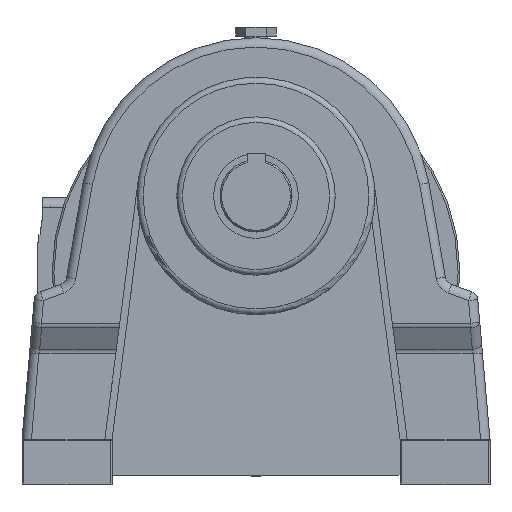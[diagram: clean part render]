
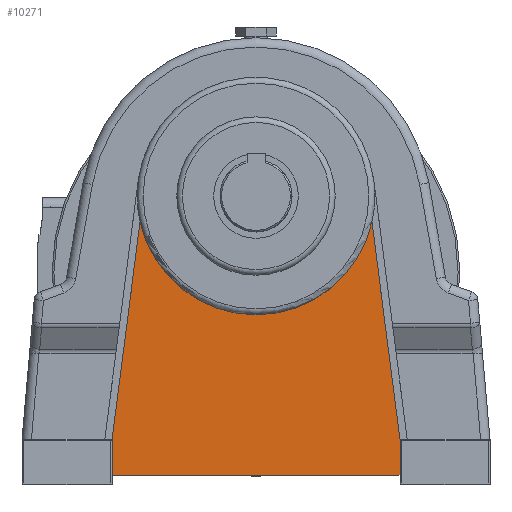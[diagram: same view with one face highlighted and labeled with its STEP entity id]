
A CAD part, top view. The second image highlights one B-rep face of the part: STEP entity #10271.
In plain terms, the highlighted planar face has unit normal (0, 0, 1).
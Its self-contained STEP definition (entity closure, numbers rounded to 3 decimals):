
#80=PLANE($,#10978);
#560=LINE($,#14873,#1739);
#580=LINE($,#14923,#1759);
#593=LINE($,#14950,#1772);
#677=LINE($,#15305,#1856);
#680=LINE($,#15312,#1859);
#1739=VECTOR($,#11857,160.);
#1759=VECTOR($,#11893,20.);
#1772=VECTOR($,#11912,20.);
#1856=VECTOR($,#12190,121.605);
#1859=VECTOR($,#12199,121.605);
#3128=FACE_OUTER_BOUND($,#3758,.T.);
#3758=EDGE_LOOP($,(#7526,#7527,#7528,#7529,#7530,#7531));
#4448=CIRCLE($,#10976,66.);
#4712=VERTEX_POINT($,#14870);
#4713=VERTEX_POINT($,#14872);
#4735=VERTEX_POINT($,#14921);
#4746=VERTEX_POINT($,#14949);
#4826=VERTEX_POINT($,#15304);
#4827=VERTEX_POINT($,#15308);
#5702=EDGE_CURVE($,#4713,#4712,#560,.T.);
#5727=EDGE_CURVE($,#4712,#4735,#580,.T.);
#5741=EDGE_CURVE($,#4746,#4713,#593,.T.);
#5879=EDGE_CURVE($,#4826,#4746,#677,.T.);
#5881=EDGE_CURVE($,#4827,#4826,#4448,.T.);
#5883=EDGE_CURVE($,#4735,#4827,#680,.T.);
#7526=ORIENTED_EDGE($,*,*,#5741,.T.);
#7527=ORIENTED_EDGE($,*,*,#5702,.T.);
#7528=ORIENTED_EDGE($,*,*,#5727,.T.);
#7529=ORIENTED_EDGE($,*,*,#5883,.T.);
#7530=ORIENTED_EDGE($,*,*,#5881,.T.);
#7531=ORIENTED_EDGE($,*,*,#5879,.T.);
#10271=ADVANCED_FACE($,(#3128),#80,.T.);
#10976=AXIS2_PLACEMENT_3D($,#15309,#12194,#12195);
#10978=AXIS2_PLACEMENT_3D($,#15313,#12200,#12201);
#11857=DIRECTION($,(1.,0.,0.));
#11893=DIRECTION($,(0.,1.,0.));
#11912=DIRECTION($,(0.,-1.,0.));
#12190=DIRECTION($,(-0.128,-0.992,0.));
#12194=DIRECTION('center_axis',(0.,0.,-1.));
#12195=DIRECTION('ref_axis',(1.,0.,0.));
#12199=DIRECTION($,(-0.128,0.992,0.));
#12200=DIRECTION('center_axis',(0.,0.,1.));
#12201=DIRECTION('ref_axis',(1.,0.,0.));
#14870=CARTESIAN_POINT('',(80.,-155.,-14.022));
#14872=CARTESIAN_POINT('',(-80.,-155.,-14.022));
#14873=CARTESIAN_POINT($,(-80.,-155.,-14.022));
#14921=CARTESIAN_POINT('',(80.,-135.,-14.022));
#14923=CARTESIAN_POINT($,(80.,-155.,-14.022));
#14949=CARTESIAN_POINT('',(-80.,-135.,-14.022));
#14950=CARTESIAN_POINT($,(-80.,-135.,-14.022));
#15304=CARTESIAN_POINT('',(-64.41,-14.398,-14.022));
#15305=CARTESIAN_POINT($,(-64.41,-14.398,-14.022));
#15308=CARTESIAN_POINT('',(64.41,-14.398,-14.022));
#15309=CARTESIAN_POINT('Origin',(0.,0.,-14.022));
#15312=CARTESIAN_POINT($,(80.,-135.,-14.022));
#15313=CARTESIAN_POINT('Origin',(0.,0.,-14.022));
